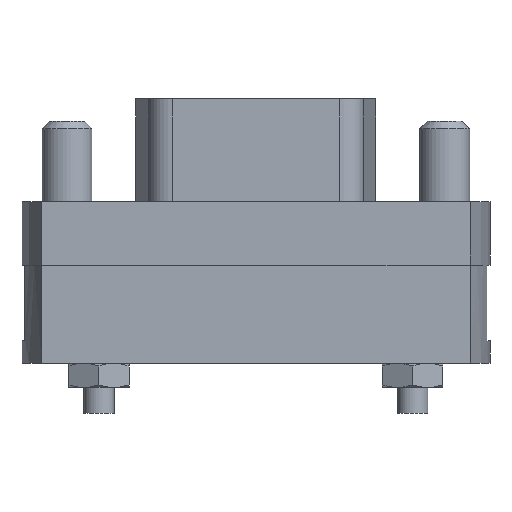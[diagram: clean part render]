
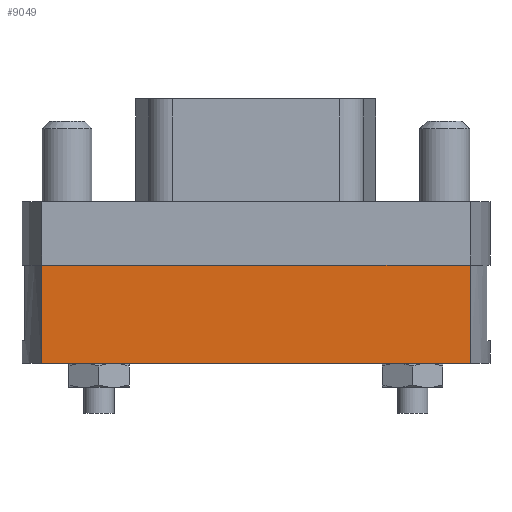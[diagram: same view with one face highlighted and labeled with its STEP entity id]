
A CAD part, front view. The second image highlights one B-rep face of the part: STEP entity #9049.
In plain terms, the highlighted planar face has unit normal (0, -1, 0).
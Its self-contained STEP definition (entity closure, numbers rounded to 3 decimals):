
#143 = LINE ( 'NONE', #4710, #1944 ) ;
#202 = LINE ( 'NONE', #5337, #2233 ) ;
#613 = CARTESIAN_POINT ( 'NONE',  ( 14.184, -6.25, -6.5 ) ) ;
#1100 = DIRECTION ( 'NONE',  ( 0., -1., 0. ) ) ;
#1120 = DIRECTION ( 'NONE',  ( 0., 0., 1. ) ) ;
#1260 = CARTESIAN_POINT ( 'NONE',  ( -14.184, -6.25, -6.5 ) ) ;
#1308 = EDGE_LOOP ( 'NONE', ( #8272, #1549, #4586, #4027 ) ) ;
#1549 = ORIENTED_EDGE ( 'NONE', *, *, #9406, .F. ) ;
#1603 = CARTESIAN_POINT ( 'NONE',  ( -14.184, -6.25, 0. ) ) ;
#1731 = VECTOR ( 'NONE', #1120, 1000. ) ;
#1944 = VECTOR ( 'NONE', #3191, 1000. ) ;
#1969 = LINE ( 'NONE', #9411, #1731 ) ;
#2233 = VECTOR ( 'NONE', #6866, 1000. ) ;
#2292 = CARTESIAN_POINT ( 'NONE',  ( 14.184, -6.25, 0. ) ) ;
#2508 = VERTEX_POINT ( 'NONE', #2292 ) ;
#2893 = DIRECTION ( 'NONE',  ( 1., 0., 0. ) ) ;
#3191 = DIRECTION ( 'NONE',  ( 1., 0., 0. ) ) ;
#3311 = VERTEX_POINT ( 'NONE', #1603 ) ;
#3445 = FACE_OUTER_BOUND ( 'NONE', #1308, .T. ) ;
#3569 = VERTEX_POINT ( 'NONE', #4983 ) ;
#4027 = ORIENTED_EDGE ( 'NONE', *, *, #6225, .T. ) ;
#4325 = VERTEX_POINT ( 'NONE', #1260 ) ;
#4586 = ORIENTED_EDGE ( 'NONE', *, *, #6387, .T. ) ;
#4710 = CARTESIAN_POINT ( 'NONE',  ( 14.184, -6.25, 0. ) ) ;
#4983 = CARTESIAN_POINT ( 'NONE',  ( 14.184, -6.25, -6.5 ) ) ;
#5166 = VECTOR ( 'NONE', #2893, 1000. ) ;
#5337 = CARTESIAN_POINT ( 'NONE',  ( -14.184, -6.25, -6.5 ) ) ;
#6225 = EDGE_CURVE ( 'NONE', #3569, #2508, #1969, .T. ) ;
#6387 = EDGE_CURVE ( 'NONE', #4325, #3569, #7201, .T. ) ;
#6404 = DIRECTION ( 'NONE',  ( 1., 0., 0. ) ) ;
#6866 = DIRECTION ( 'NONE',  ( 0., 0., 1. ) ) ;
#7201 = LINE ( 'NONE', #613, #5166 ) ;
#7294 = EDGE_CURVE ( 'NONE', #3311, #2508, #143, .T. ) ;
#7885 = CARTESIAN_POINT ( 'NONE',  ( 14.184, -6.25, -6.5 ) ) ;
#8272 = ORIENTED_EDGE ( 'NONE', *, *, #7294, .F. ) ;
#8359 = AXIS2_PLACEMENT_3D ( 'NONE', #7885, #1100, #6404 ) ;
#9049 = ADVANCED_FACE ( 'NONE', ( #3445 ), #9357, .T. ) ;
#9357 = PLANE ( 'NONE',  #8359 ) ;
#9406 = EDGE_CURVE ( 'NONE', #4325, #3311, #202, .T. ) ;
#9411 = CARTESIAN_POINT ( 'NONE',  ( 14.184, -6.25, -6.5 ) ) ;
